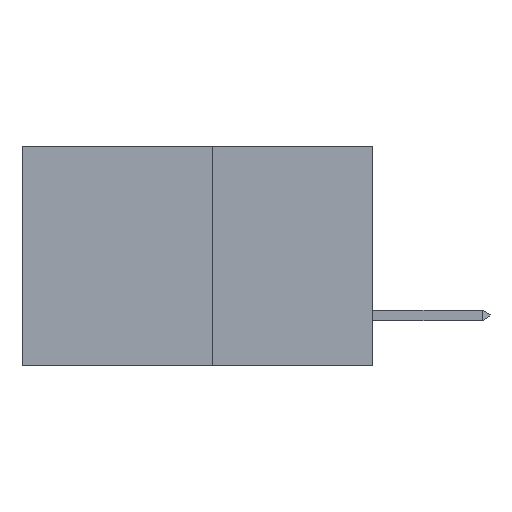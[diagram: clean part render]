
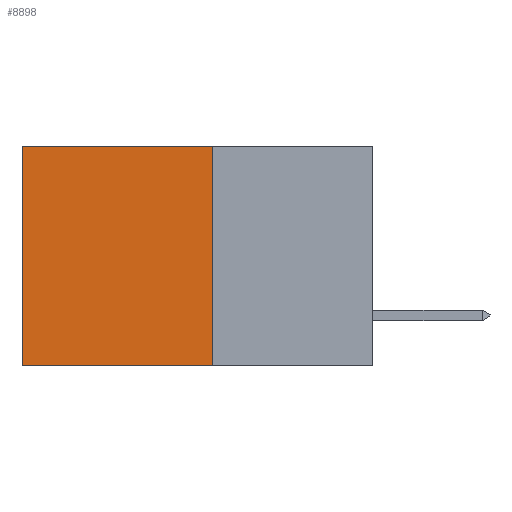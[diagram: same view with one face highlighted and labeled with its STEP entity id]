
A CAD part, left-side view. The second image highlights one B-rep face of the part: STEP entity #8898.
In plain terms, the highlighted planar face has unit normal (-1, 0, 0).
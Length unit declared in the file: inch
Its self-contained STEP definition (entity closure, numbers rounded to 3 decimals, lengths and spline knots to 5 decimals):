
#1 = EDGE_CURVE ( 'NONE', #8781, #8858, #489, .T. ) ;
#105 = ORIENTED_EDGE ( 'NONE', *, *, #1, .T. ) ;
#251 = ORIENTED_EDGE ( 'NONE', *, *, #7717, .T. ) ;
#489 = LINE ( 'NONE', #13300, #12178 ) ;
#1805 = DIRECTION ( 'NONE',  ( 1., 0., 0. ) ) ;
#2577 = DIRECTION ( 'NONE',  ( 0., 1., 0. ) ) ;
#2677 = VERTEX_POINT ( 'NONE', #12302 ) ;
#2985 = ORIENTED_EDGE ( 'NONE', *, *, #9810, .F. ) ;
#3263 = CARTESIAN_POINT ( 'NONE',  ( 0.277, 0.59, -0.37 ) ) ;
#3968 = CARTESIAN_POINT ( 'NONE',  ( 0.277, 0.59, 0. ) ) ;
#4064 = PLANE ( 'NONE',  #5515 ) ;
#4290 = CARTESIAN_POINT ( 'NONE',  ( 0.277, 0.27, -0.37 ) ) ;
#4997 = CARTESIAN_POINT ( 'NONE',  ( 0.277, 0.27, 0. ) ) ;
#5396 = LINE ( 'NONE', #11002, #10999 ) ;
#5515 = AXIS2_PLACEMENT_3D ( 'NONE', #8578, #1805, #9676 ) ;
#5711 = DIRECTION ( 'NONE',  ( 0., 0., -1. ) ) ;
#7717 = EDGE_CURVE ( 'NONE', #8858, #12729, #5396, .T. ) ;
#7731 = ORIENTED_EDGE ( 'NONE', *, *, #9605, .F. ) ;
#8388 = LINE ( 'NONE', #13558, #13968 ) ;
#8578 = CARTESIAN_POINT ( 'NONE',  ( 0.277, 0.27, -0.37 ) ) ;
#8755 = FACE_OUTER_BOUND ( 'NONE', #9354, .T. ) ;
#8781 = VERTEX_POINT ( 'NONE', #4997 ) ;
#8858 = VERTEX_POINT ( 'NONE', #3968 ) ;
#8898 = ADVANCED_FACE ( 'NONE', ( #8755 ), #4064, .F. ) ;
#9354 = EDGE_LOOP ( 'NONE', ( #251, #7731, #2985, #105 ) ) ;
#9582 = LINE ( 'NONE', #4290, #14134 ) ;
#9605 = EDGE_CURVE ( 'NONE', #2677, #12729, #9582, .T. ) ;
#9676 = DIRECTION ( 'NONE',  ( 0., 0., -1. ) ) ;
#9810 = EDGE_CURVE ( 'NONE', #8781, #2677, #8388, .T. ) ;
#10999 = VECTOR ( 'NONE', #12161, 39.37008 ) ;
#11002 = CARTESIAN_POINT ( 'NONE',  ( 0.277, 0.59, -0.37 ) ) ;
#12148 = DIRECTION ( 'NONE',  ( 0., 1., 0. ) ) ;
#12161 = DIRECTION ( 'NONE',  ( 0., 0., -1. ) ) ;
#12178 = VECTOR ( 'NONE', #2577, 39.37008 ) ;
#12302 = CARTESIAN_POINT ( 'NONE',  ( 0.277, 0.27, -0.37 ) ) ;
#12729 = VERTEX_POINT ( 'NONE', #3263 ) ;
#13300 = CARTESIAN_POINT ( 'NONE',  ( 0.277, 0.27, 0. ) ) ;
#13558 = CARTESIAN_POINT ( 'NONE',  ( 0.277, 0.27, -0.37 ) ) ;
#13968 = VECTOR ( 'NONE', #5711, 39.37008 ) ;
#14134 = VECTOR ( 'NONE', #12148, 39.37008 ) ;
